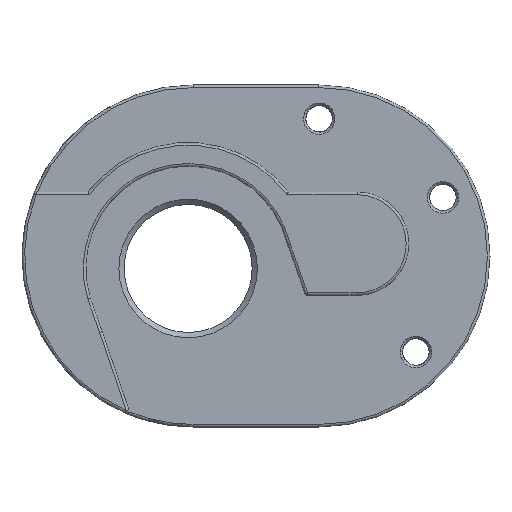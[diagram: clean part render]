
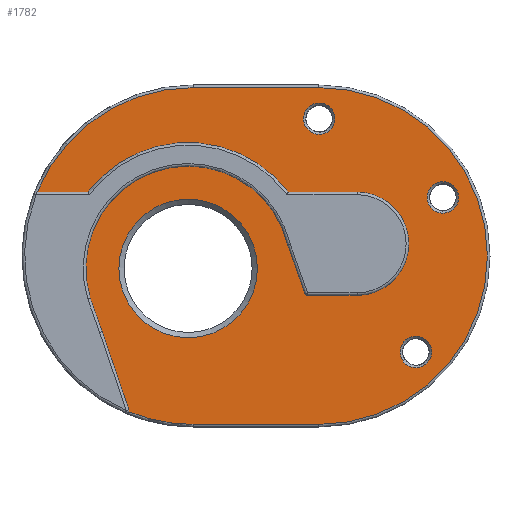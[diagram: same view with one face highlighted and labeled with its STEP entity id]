
A CAD part, front view. The second image highlights one B-rep face of the part: STEP entity #1782.
In plain terms, the highlighted planar face has unit normal (0, -1, 0).
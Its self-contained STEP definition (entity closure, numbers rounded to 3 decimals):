
#35=FACE_BOUND('',#242,.T.);
#36=FACE_BOUND('',#243,.T.);
#37=FACE_BOUND('',#244,.T.);
#38=FACE_BOUND('',#245,.T.);
#42=PLANE('',#1953);
#132=FACE_OUTER_BOUND('',#241,.T.);
#241=EDGE_LOOP('',(#1383,#1384,#1385,#1386,#1387,#1388,#1389,#1390,#1391,
#1392,#1393,#1394,#1395,#1396,#1397,#1398));
#242=EDGE_LOOP('',(#1399));
#243=EDGE_LOOP('',(#1400));
#244=EDGE_LOOP('',(#1401));
#245=EDGE_LOOP('',(#1402));
#309=CIRCLE('',#1906,16.05);
#313=CIRCLE('',#1912,0.25);
#321=CIRCLE('',#1926,0.25);
#332=CIRCLE('',#1946,16.05);
#335=CIRCLE('',#1951,16.05);
#336=CIRCLE('',#1954,12.);
#337=CIRCLE('',#1955,4.925);
#338=CIRCLE('',#1956,9.75);
#339=CIRCLE('',#1957,6.6);
#340=CIRCLE('',#1958,1.5);
#341=CIRCLE('',#1959,1.5);
#342=CIRCLE('',#1960,1.5);
#534=LINE('',#4453,#623);
#535=LINE('',#4463,#624);
#539=LINE('',#4477,#628);
#540=LINE('',#4481,#629);
#541=LINE('',#4484,#630);
#542=LINE('',#4486,#631);
#543=LINE('',#4490,#632);
#544=LINE('',#4491,#633);
#623=VECTOR('',#2294,10.);
#624=VECTOR('',#2307,10.);
#628=VECTOR('',#2319,10.);
#629=VECTOR('',#2322,10.);
#630=VECTOR('',#2325,10.);
#631=VECTOR('',#2326,10.);
#632=VECTOR('',#2329,10.);
#633=VECTOR('',#2330,10.);
#767=VERTEX_POINT('',#4264);
#768=VERTEX_POINT('',#4266);
#771=VERTEX_POINT('',#4289);
#780=VERTEX_POINT('',#4356);
#781=VERTEX_POINT('',#4357);
#794=VERTEX_POINT('',#4451);
#796=VERTEX_POINT('',#4456);
#797=VERTEX_POINT('',#4461);
#798=VERTEX_POINT('',#4466);
#799=VERTEX_POINT('',#4476);
#800=VERTEX_POINT('',#4478);
#801=VERTEX_POINT('',#4480);
#802=VERTEX_POINT('',#4482);
#803=VERTEX_POINT('',#4485);
#804=VERTEX_POINT('',#4487);
#805=VERTEX_POINT('',#4489);
#806=VERTEX_POINT('',#4492);
#807=VERTEX_POINT('',#4494);
#808=VERTEX_POINT('',#4496);
#809=VERTEX_POINT('',#4498);
#981=EDGE_CURVE('',#767,#768,#309,.T.);
#987=EDGE_CURVE('',#768,#771,#313,.T.);
#1000=EDGE_CURVE('',#780,#781,#321,.F.);
#1024=EDGE_CURVE('',#794,#767,#534,.T.);
#1026=EDGE_CURVE('',#796,#794,#332,.T.);
#1029=EDGE_CURVE('',#797,#796,#535,.T.);
#1031=EDGE_CURVE('',#798,#797,#335,.T.);
#1035=EDGE_CURVE('',#798,#799,#539,.T.);
#1036=EDGE_CURVE('',#799,#800,#336,.T.);
#1037=EDGE_CURVE('',#800,#801,#540,.T.);
#1038=EDGE_CURVE('',#801,#802,#337,.T.);
#1039=EDGE_CURVE('',#802,#781,#541,.T.);
#1040=EDGE_CURVE('',#780,#803,#542,.T.);
#1041=EDGE_CURVE('',#803,#804,#338,.T.);
#1042=EDGE_CURVE('',#804,#805,#543,.T.);
#1043=EDGE_CURVE('',#805,#771,#544,.T.);
#1044=EDGE_CURVE('',#806,#806,#339,.T.);
#1045=EDGE_CURVE('',#807,#807,#340,.T.);
#1046=EDGE_CURVE('',#808,#808,#341,.T.);
#1047=EDGE_CURVE('',#809,#809,#342,.T.);
#1383=ORIENTED_EDGE('',*,*,#981,.F.);
#1384=ORIENTED_EDGE('',*,*,#1024,.F.);
#1385=ORIENTED_EDGE('',*,*,#1026,.F.);
#1386=ORIENTED_EDGE('',*,*,#1029,.F.);
#1387=ORIENTED_EDGE('',*,*,#1031,.F.);
#1388=ORIENTED_EDGE('',*,*,#1035,.T.);
#1389=ORIENTED_EDGE('',*,*,#1036,.T.);
#1390=ORIENTED_EDGE('',*,*,#1037,.T.);
#1391=ORIENTED_EDGE('',*,*,#1038,.T.);
#1392=ORIENTED_EDGE('',*,*,#1039,.T.);
#1393=ORIENTED_EDGE('',*,*,#1000,.F.);
#1394=ORIENTED_EDGE('',*,*,#1040,.T.);
#1395=ORIENTED_EDGE('',*,*,#1041,.T.);
#1396=ORIENTED_EDGE('',*,*,#1042,.T.);
#1397=ORIENTED_EDGE('',*,*,#1043,.T.);
#1398=ORIENTED_EDGE('',*,*,#987,.F.);
#1399=ORIENTED_EDGE('',*,*,#1044,.F.);
#1400=ORIENTED_EDGE('',*,*,#1045,.T.);
#1401=ORIENTED_EDGE('',*,*,#1046,.T.);
#1402=ORIENTED_EDGE('',*,*,#1047,.T.);
#1782=ADVANCED_FACE('',(#132,#35,#36,#37,#38),#42,.F.);
#1906=AXIS2_PLACEMENT_3D('',#4267,#2204,#2205);
#1912=AXIS2_PLACEMENT_3D('',#4291,#2217,#2218);
#1926=AXIS2_PLACEMENT_3D('',#4358,#2248,#2249);
#1946=AXIS2_PLACEMENT_3D('',#4458,#2299,#2300);
#1951=AXIS2_PLACEMENT_3D('',#4467,#2311,#2312);
#1953=AXIS2_PLACEMENT_3D('',#4475,#2317,#2318);
#1954=AXIS2_PLACEMENT_3D('',#4479,#2320,#2321);
#1955=AXIS2_PLACEMENT_3D('',#4483,#2323,#2324);
#1956=AXIS2_PLACEMENT_3D('',#4488,#2327,#2328);
#1957=AXIS2_PLACEMENT_3D('',#4493,#2331,#2332);
#1958=AXIS2_PLACEMENT_3D('',#4495,#2333,#2334);
#1959=AXIS2_PLACEMENT_3D('',#4497,#2335,#2336);
#1960=AXIS2_PLACEMENT_3D('',#4499,#2337,#2338);
#2204=DIRECTION('center_axis',(0.,1.,0.));
#2205=DIRECTION('ref_axis',(-0.185,0.,-0.983));
#2217=DIRECTION('center_axis',(0.,-1.,0.));
#2218=DIRECTION('ref_axis',(0.679,0.,-0.734));
#2248=DIRECTION('center_axis',(0.,1.,0.));
#2249=DIRECTION('ref_axis',(-0.577,0.,-0.817));
#2294=DIRECTION('',(-1.,0.,0.));
#2299=DIRECTION('center_axis',(0.,1.,0.));
#2300=DIRECTION('ref_axis',(1.,0.,0.));
#2307=DIRECTION('',(1.,0.,0.));
#2311=DIRECTION('center_axis',(0.,1.,0.));
#2312=DIRECTION('ref_axis',(-0.56,0.,0.829));
#2317=DIRECTION('center_axis',(0.,1.,0.));
#2318=DIRECTION('ref_axis',(1.,0.,0.));
#2319=DIRECTION('',(1.,0.,0.));
#2320=DIRECTION('center_axis',(0.,1.,0.));
#2321=DIRECTION('ref_axis',(-1.,0.,0.));
#2322=DIRECTION('',(1.,0.,0.));
#2323=DIRECTION('center_axis',(0.,1.,0.));
#2324=DIRECTION('ref_axis',(0.,0.,-1.));
#2325=DIRECTION('',(-1.,0.,0.));
#2326=DIRECTION('',(-0.333,0.,0.943));
#2327=DIRECTION('center_axis',(0.,-1.,0.));
#2328=DIRECTION('ref_axis',(0.973,0.,0.233));
#2329=DIRECTION('',(0.333,0.,-0.943));
#2330=DIRECTION('',(0.324,0.,-0.946));
#2331=DIRECTION('center_axis',(0.,-1.,0.));
#2332=DIRECTION('ref_axis',(0.,0.,
-1.));
#2333=DIRECTION('center_axis',(0.,1.,0.));
#2334=DIRECTION('ref_axis',(0.,0.,-1.));
#2335=DIRECTION('center_axis',(0.,1.,0.));
#2336=DIRECTION('ref_axis',(0.,0.,-1.));
#2337=DIRECTION('center_axis',(0.,1.,0.));
#2338=DIRECTION('ref_axis',(0.,0.,-1.));
#4264=CARTESIAN_POINT('',(-14.866,0.,-8.842));
#4266=CARTESIAN_POINT('',(-20.992,0.,-7.627));
#4267=CARTESIAN_POINT('Origin',(-14.866,0.,
7.208));
#4289=CARTESIAN_POINT('',(-20.986,0.,-7.449));
#4291=CARTESIAN_POINT('Origin',(-21.222,0.,
-7.53));
#4356=CARTESIAN_POINT('',(-4.198,0.,3.617));
#4357=CARTESIAN_POINT('',(-3.962,0.,3.45));
#4358=CARTESIAN_POINT('Origin',(-3.962,0.,
3.7));
#4451=CARTESIAN_POINT('',(-2.866,0.,-8.842));
#4453=CARTESIAN_POINT('',(-9.099,0.,-8.842));
#4456=CARTESIAN_POINT('',(-2.866,0.,23.258));
#4458=CARTESIAN_POINT('Origin',(-2.866,0.,
7.208));
#4461=CARTESIAN_POINT('',(-14.866,0.,23.258));
#4463=CARTESIAN_POINT('',(-15.099,0.,23.258));
#4466=CARTESIAN_POINT('',(-29.715,0.,13.3));
#4467=CARTESIAN_POINT('Origin',(-14.866,0.,
7.208));
#4475=CARTESIAN_POINT('Origin',(-15.332,0.,
6.02));
#4476=CARTESIAN_POINT('',(-24.872,0.,13.3));
#4477=CARTESIAN_POINT('',(-20.102,0.,13.3));
#4478=CARTESIAN_POINT('',(-5.793,0.,13.3));
#4479=CARTESIAN_POINT('Origin',(-15.332,0.,
6.02));
#4480=CARTESIAN_POINT('',(0.768,0.,13.3));
#4481=CARTESIAN_POINT('',(-7.282,0.,13.3));
#4482=CARTESIAN_POINT('',(0.768,0.,3.45));
#4483=CARTESIAN_POINT('Origin',(0.768,0.,
8.375));
#4484=CARTESIAN_POINT('',(-9.735,0.,3.45));
#4485=CARTESIAN_POINT('',(-5.85,0.,8.29));
#4486=CARTESIAN_POINT('',(-6.02,0.,8.772));
#4487=CARTESIAN_POINT('',(-24.667,0.,3.204));
#4488=CARTESIAN_POINT('Origin',(-15.332,0.,
6.02));
#4489=CARTESIAN_POINT('',(-23.534,0.,0.));
#4490=CARTESIAN_POINT('',(-24.024,0.,1.387));
#4491=CARTESIAN_POINT('',(-22.663,0.,-2.546));
#4492=CARTESIAN_POINT('',(-15.332,0.,12.62));
#4493=CARTESIAN_POINT('Origin',(-15.332,0.,
6.02));
#4494=CARTESIAN_POINT('',(8.947,0.,14.286));
#4495=CARTESIAN_POINT('Origin',(8.947,0.,12.786));
#4496=CARTESIAN_POINT('',(-2.846,0.,21.785));
#4497=CARTESIAN_POINT('Origin',(-2.846,0.,20.285));
#4498=CARTESIAN_POINT('',(6.369,0.,-0.438));
#4499=CARTESIAN_POINT('Origin',(6.369,0.,-1.938));
